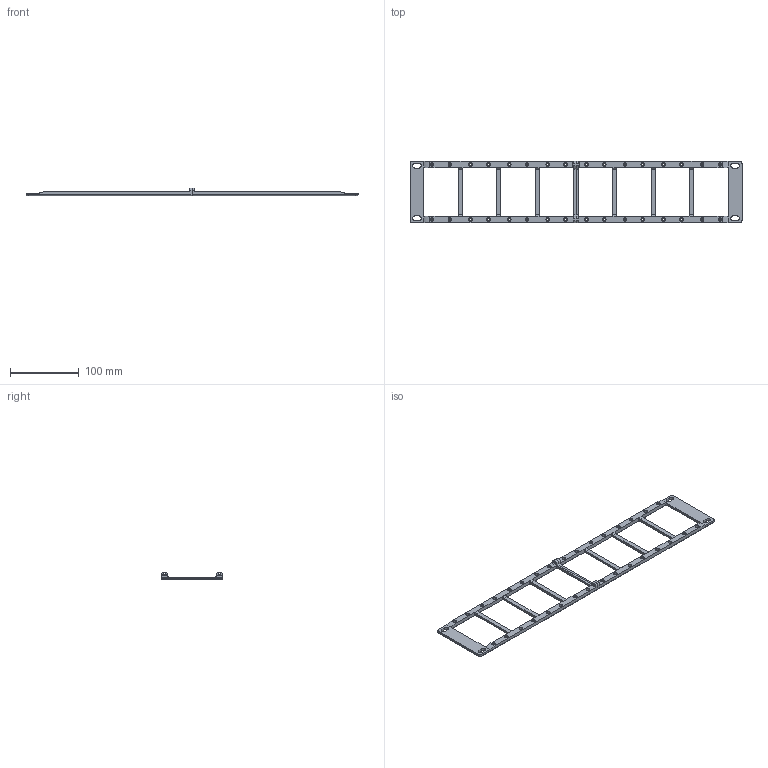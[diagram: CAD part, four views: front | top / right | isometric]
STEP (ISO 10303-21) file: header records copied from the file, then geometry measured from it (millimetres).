
FILE_DESCRIPTION(('HOOPS Exchange Step'),'2;1');
FILE_NAME('temp_export','2025-01-21T23:23:13+01:00',('elias'),('Shapr3D Limited'),'HOOPS Exchange 2024.6','Shapr3D','Authorized');
FILE_SCHEMA( ('AP242_MANAGED_MODEL_BASED_3D_ENGINEERING_MIM_LF {1 0 10303 442 1 1 4 }') );
Length unit declared in the file: millimetre
Products named in the file (1): root
Bounding box: 482.6 x 89 x 11.1 mm (x, y, z)
Volume: 69728.2 mm3; surface area: 46561.9 mm2
Topology: 2 solids, 2 shells, 378 faces, 964 edges, 614 vertices
Faces by surface type: plane 154, cylinder 144, cone 64, torus 16
Full cylindrical faces by diameter (mm): 2.8 x36, 4.6 x32
Entity records: 11803 total; most frequent: DIRECTION 2160, CARTESIAN_POINT 2042, ORIENTED_EDGE 1928, EDGE_CURVE 964, AXIS2_PLACEMENT_3D 820, VERTEX_POINT 614, VECTOR 520, LINE 520
